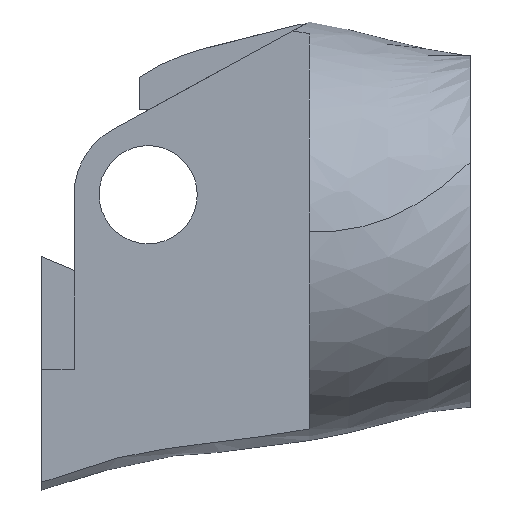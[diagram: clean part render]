
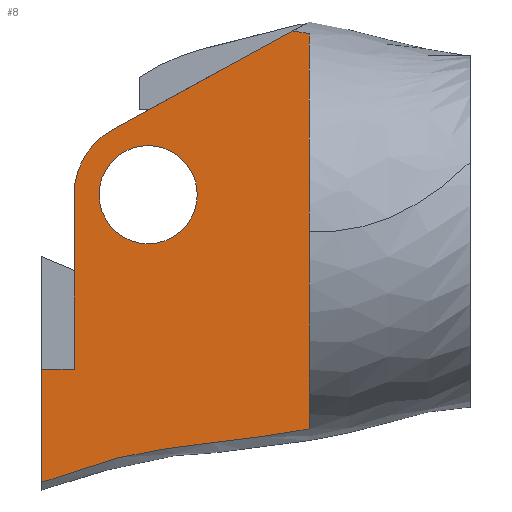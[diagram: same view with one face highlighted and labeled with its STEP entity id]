
A CAD part, left-side view. The second image highlights one B-rep face of the part: STEP entity #8.
In plain terms, the highlighted planar face has unit normal (-1, 0, 0).
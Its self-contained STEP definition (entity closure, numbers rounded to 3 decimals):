
#8 = ADVANCED_FACE ( 'NONE', ( #499, #153 ), #221, .F. ) ;
#34 = EDGE_CURVE ( 'NONE', #626, #830, #1171, .T. ) ;
#45 = EDGE_CURVE ( 'NONE', #511, #527, #1205, .T. ) ;
#62 = ORIENTED_EDGE ( 'NONE', *, *, #1228, .F. ) ;
#116 = EDGE_CURVE ( 'NONE', #1277, #626, #376, .T. ) ;
#125 = ORIENTED_EDGE ( 'NONE', *, *, #971, .T. ) ;
#153 = FACE_OUTER_BOUND ( 'NONE', #510, .T. ) ;
#180 = EDGE_CURVE ( 'NONE', #527, #1696, #878, .T. ) ;
#187 = CARTESIAN_POINT ( 'NONE',  ( -4.5, 24.6, -8.569 ) ) ;
#204 = DIRECTION ( 'NONE',  ( 1., 0., 0. ) ) ;
#220 = ORIENTED_EDGE ( 'NONE', *, *, #45, .T. ) ;
#221 = PLANE ( 'NONE',  #596 ) ;
#315 = DIRECTION ( 'NONE',  ( 0., 0., 1. ) ) ;
#320 = CARTESIAN_POINT ( 'NONE',  ( -4.5, 10.337, 12.336 ) ) ;
#326 = CARTESIAN_POINT ( 'NONE',  ( -4.5, 10.675, 12.392 ) ) ;
#350 = CIRCLE ( 'NONE', #1202, 3.05 ) ;
#376 = LINE ( 'NONE', #1665, #1509 ) ;
#422 = VECTOR ( 'NONE', #1394, 1000. ) ;
#457 = CARTESIAN_POINT ( 'NONE',  ( -4.5, 20., 2.276 ) ) ;
#462 = DIRECTION ( 'NONE',  ( 1., 0., 0. ) ) ;
#499 = FACE_BOUND ( 'NONE', #1105, .T. ) ;
#510 = EDGE_LOOP ( 'NONE', ( #1048, #1449, #1529, #1260, #220, #906, #730, #62 ) ) ;
#511 = VERTEX_POINT ( 'NONE', #634 ) ;
#515 = CARTESIAN_POINT ( 'NONE',  ( -4.5, 24.6, 2.276 ) ) ;
#527 = VERTEX_POINT ( 'NONE', #771 ) ;
#543 = DIRECTION ( 'NONE',  ( 0., 1., 0. ) ) ;
#556 = CARTESIAN_POINT ( 'NONE',  ( -4.5, 22.21, 6.31 ) ) ;
#578 = VECTOR ( 'NONE', #315, 1000. ) ;
#596 = AXIS2_PLACEMENT_3D ( 'NONE', #1054, #204, #1028 ) ;
#604 = CARTESIAN_POINT ( 'NONE',  ( -4.5, 26.6, -15.59 ) ) ;
#610 = CARTESIAN_POINT ( 'NONE',  ( -4.5, 11.013, 12.445 ) ) ;
#626 = VERTEX_POINT ( 'NONE', #1401 ) ;
#634 = CARTESIAN_POINT ( 'NONE',  ( -4.5, 10., -12.276 ) ) ;
#718 = AXIS2_PLACEMENT_3D ( 'NONE', #457, #462, #543 ) ;
#721 = CIRCLE ( 'NONE', #718, 4.6 ) ;
#730 = ORIENTED_EDGE ( 'NONE', *, *, #985, .F. ) ;
#771 = CARTESIAN_POINT ( 'NONE',  ( -4.5, 10., 12.276 ) ) ;
#788 = VECTOR ( 'NONE', #1416, 1000. ) ;
#819 = DIRECTION ( 'NONE',  ( 0., 0., 1. ) ) ;
#826 = CARTESIAN_POINT ( 'NONE',  ( -4.5, 11.013, 12.445 ) ) ;
#830 = VERTEX_POINT ( 'NONE', #1220 ) ;
#850 = EDGE_CURVE ( 'NONE', #1277, #511, #1204, .T. ) ;
#860 = CARTESIAN_POINT ( 'NONE',  ( -4.5, 20., 2.276 ) ) ;
#867 = CARTESIAN_POINT ( 'NONE',  ( -4.5, 10., 12.276 ) ) ;
#878 = B_SPLINE_CURVE_WITH_KNOTS ( 'NONE', 3,
 ( #867, #320, #326, #826 ),
 .UNSPECIFIED., .F., .F.,
 ( 4, 4 ),
 ( 0., 0.001 ),
 .UNSPECIFIED. ) ;
#897 = VECTOR ( 'NONE', #1584, 1000. ) ;
#906 = ORIENTED_EDGE ( 'NONE', *, *, #180, .T. ) ;
#940 = CIRCLE ( 'NONE', #1639, 3.05 ) ;
#971 = EDGE_CURVE ( 'NONE', #1384, #1208, #940, .T. ) ;
#985 = EDGE_CURVE ( 'NONE', #1050, #1696, #1270, .T. ) ;
#1028 = DIRECTION ( 'NONE',  ( 0., 1., 0. ) ) ;
#1048 = ORIENTED_EDGE ( 'NONE', *, *, #1329, .F. ) ;
#1050 = VERTEX_POINT ( 'NONE', #556 ) ;
#1054 = CARTESIAN_POINT ( 'NONE',  ( -4.5, 26.6, -17.471 ) ) ;
#1105 = EDGE_LOOP ( 'NONE', ( #125, #1692 ) ) ;
#1171 = LINE ( 'NONE', #1403, #788 ) ;
#1202 = AXIS2_PLACEMENT_3D ( 'NONE', #860, #1524, #1647 ) ;
#1204 = B_SPLINE_CURVE_WITH_KNOTS ( 'NONE', 3,
 ( #1468, #1571, #1580, #1589, #1595, #1598, #1606, #1611, #1618, #1687, #1694, #1699 ),
 .UNSPECIFIED., .F., .F.,
 ( 4, 2, 2, 2, 2, 4 ),
 ( 0., 0.004, 0.006, 0.008, 0.013, 0.017 ),
 .UNSPECIFIED. ) ;
#1205 = LINE ( 'NONE', #1481, #422 ) ;
#1208 = VERTEX_POINT ( 'NONE', #1392 ) ;
#1220 = CARTESIAN_POINT ( 'NONE',  ( -4.5, 24.6, -8.569 ) ) ;
#1228 = EDGE_CURVE ( 'NONE', #1652, #1050, #721, .T. ) ;
#1260 = ORIENTED_EDGE ( 'NONE', *, *, #850, .T. ) ;
#1270 = LINE ( 'NONE', #1516, #897 ) ;
#1277 = VERTEX_POINT ( 'NONE', #604 ) ;
#1329 = EDGE_CURVE ( 'NONE', #830, #1652, #1612, .T. ) ;
#1384 = VERTEX_POINT ( 'NONE', #1455 ) ;
#1392 = CARTESIAN_POINT ( 'NONE',  ( -4.5, 16.95, 2.276 ) ) ;
#1394 = DIRECTION ( 'NONE',  ( 0., 0., 1. ) ) ;
#1401 = CARTESIAN_POINT ( 'NONE',  ( -4.5, 26.6, -8.569 ) ) ;
#1403 = CARTESIAN_POINT ( 'NONE',  ( -4.5, 26.6, -8.569 ) ) ;
#1416 = DIRECTION ( 'NONE',  ( 0., -1., 0. ) ) ;
#1449 = ORIENTED_EDGE ( 'NONE', *, *, #34, .F. ) ;
#1455 = CARTESIAN_POINT ( 'NONE',  ( -4.5, 23.05, 2.276 ) ) ;
#1468 = CARTESIAN_POINT ( 'NONE',  ( -4.5, 26.6, -15.59 ) ) ;
#1481 = CARTESIAN_POINT ( 'NONE',  ( -4.5, 10., -17.471 ) ) ;
#1509 = VECTOR ( 'NONE', #819, 1000. ) ;
#1516 = CARTESIAN_POINT ( 'NONE',  ( -4.5, 10., 13. ) ) ;
#1524 = DIRECTION ( 'NONE',  ( 1., 0., 0. ) ) ;
#1529 = ORIENTED_EDGE ( 'NONE', *, *, #116, .F. ) ;
#1571 = CARTESIAN_POINT ( 'NONE',  ( -4.5, 25.292, -15.04 ) ) ;
#1580 = CARTESIAN_POINT ( 'NONE',  ( -4.5, 23.951, -14.597 ) ) ;
#1584 = DIRECTION ( 'NONE',  ( 0., -0.877, 0.481 ) ) ;
#1589 = CARTESIAN_POINT ( 'NONE',  ( -4.5, 21.899, -14.07 ) ) ;
#1595 = CARTESIAN_POINT ( 'NONE',  ( -4.5, 21.208, -13.917 ) ) ;
#1598 = CARTESIAN_POINT ( 'NONE',  ( -4.5, 19.816, -13.65 ) ) ;
#1601 = CARTESIAN_POINT ( 'NONE',  ( -4.5, 20., 2.276 ) ) ;
#1606 = CARTESIAN_POINT ( 'NONE',  ( -4.5, 19.117, -13.537 ) ) ;
#1608 = DIRECTION ( 'NONE',  ( 1., 0., 0. ) ) ;
#1611 = CARTESIAN_POINT ( 'NONE',  ( -4.5, 17.014, -13.235 ) ) ;
#1612 = LINE ( 'NONE', #187, #578 ) ;
#1618 = CARTESIAN_POINT ( 'NONE',  ( -4.5, 15.606, -13.084 ) ) ;
#1626 = DIRECTION ( 'NONE',  ( 0., 1., 0. ) ) ;
#1639 = AXIS2_PLACEMENT_3D ( 'NONE', #1601, #1608, #1626 ) ;
#1647 = DIRECTION ( 'NONE',  ( 0., 1., 0. ) ) ;
#1652 = VERTEX_POINT ( 'NONE', #515 ) ;
#1665 = CARTESIAN_POINT ( 'NONE',  ( -4.5, 26.6, -17.471 ) ) ;
#1687 = CARTESIAN_POINT ( 'NONE',  ( -4.5, 12.794, -12.739 ) ) ;
#1692 = ORIENTED_EDGE ( 'NONE', *, *, #1715, .T. ) ;
#1694 = CARTESIAN_POINT ( 'NONE',  ( -4.5, 11.392, -12.545 ) ) ;
#1696 = VERTEX_POINT ( 'NONE', #610 ) ;
#1699 = CARTESIAN_POINT ( 'NONE',  ( -4.5, 10., -12.276 ) ) ;
#1715 = EDGE_CURVE ( 'NONE', #1208, #1384, #350, .T. ) ;
